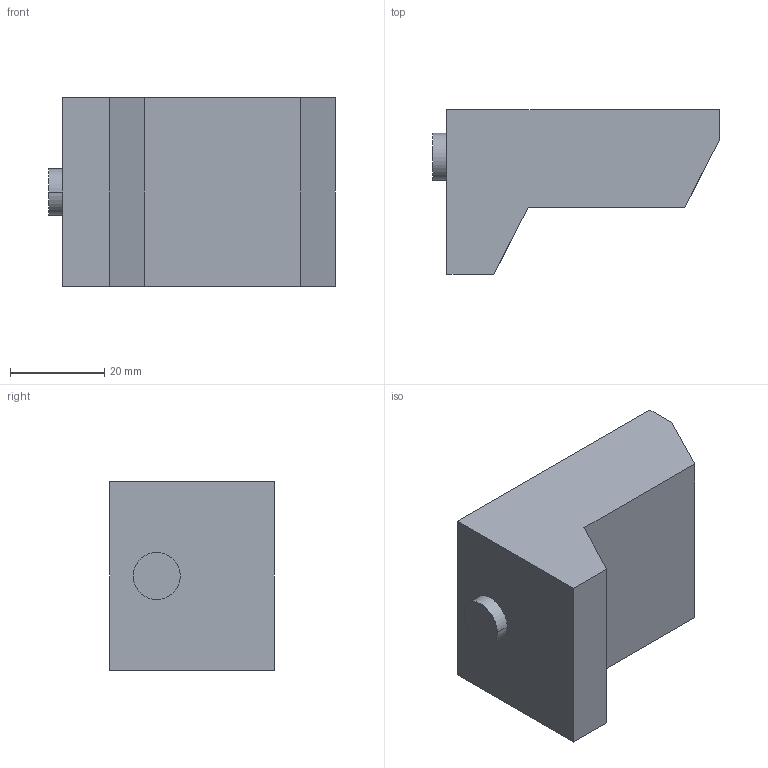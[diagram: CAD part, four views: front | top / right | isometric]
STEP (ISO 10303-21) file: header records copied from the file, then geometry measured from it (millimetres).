
FILE_DESCRIPTION(('produced by SPATIAL CORP'),'2;1');
FILE_NAME( 'bluco_412158_III.hh.sat.stp','2002-04-19T11:15:10+00:00',('SPATIAL CORP' ),('SPATIAL CORP'),'ACIS STEP Husk','http://www.spatial.com', 'SPATIAL CORP');
FILE_SCHEMA(('CONFIG_CONTROL_DESIGN'));
Length unit declared in the file: millimetre
Products named in the file (1): PRODUCT_ID_1
Bounding box: 60.9 x 35 x 40 mm (x, y, z)
Volume: 53993.3 mm3; surface area: 9926.8 mm2
Topology: 2 solids, 2 shells, 13 faces, 27 edges, 18 vertices
Faces by surface type: plane 11, cylinder 2
Entity records: 413 total; most frequent: CARTESIAN_POINT 55, ORIENTED_EDGE 54, DIRECTION 51, EDGE_CURVE 27, VECTOR 23, LINE 23, VERTEX_POINT 18, AXIS2_PLACEMENT_3D 14
